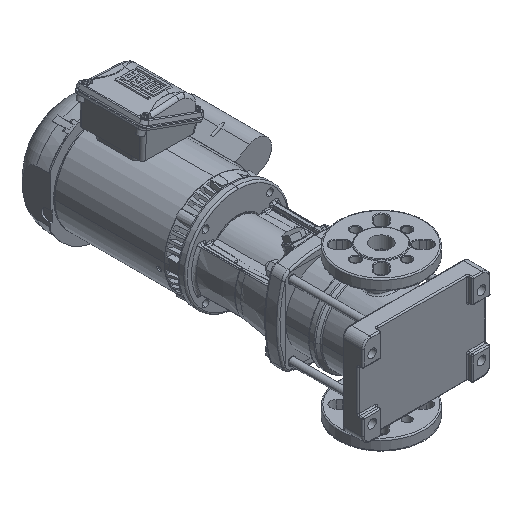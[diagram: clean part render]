
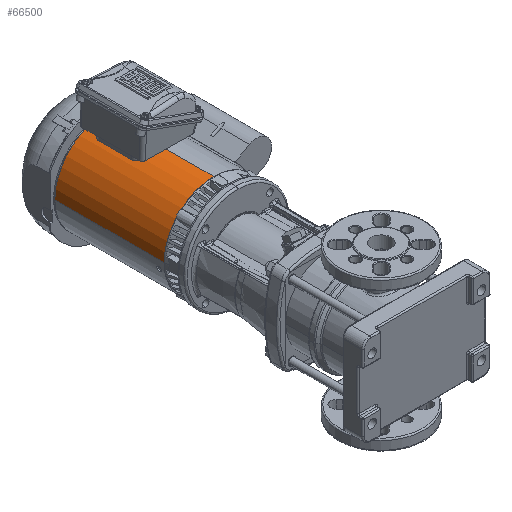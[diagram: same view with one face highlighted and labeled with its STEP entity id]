
A CAD part, isometric view. The second image highlights one B-rep face of the part: STEP entity #66500.
In plain terms, the highlighted cylindrical face has radius 81.875 mm (diameter 163.75 mm), a partial arc.
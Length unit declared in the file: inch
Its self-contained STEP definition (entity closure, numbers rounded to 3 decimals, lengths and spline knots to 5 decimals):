
#2696 = VECTOR ( 'NONE', #97236, 39.37008 ) ;
#8624 = CARTESIAN_POINT ( 'NONE',  ( 0., 0., 3.22343 ) ) ;
#9845 = EDGE_CURVE ( 'NONE', #49821, #42137, #96697, .T. ) ;
#10877 = CARTESIAN_POINT ( 'NONE',  ( 0., 0., 0. ) ) ;
#13685 = CARTESIAN_POINT ( 'NONE',  ( -7.08661, 0., 3.22343 ) ) ;
#21884 = CYLINDRICAL_SURFACE ( 'NONE', #73384, 3.22343 ) ;
#22104 = CARTESIAN_POINT ( 'NONE',  ( 21.20633, 0., 3.22343 ) ) ;
#22855 = ORIENTED_EDGE ( 'NONE', *, *, #34083, .F. ) ;
#23419 = CARTESIAN_POINT ( 'NONE',  ( -7.08661, 0., 0. ) ) ;
#23543 = ORIENTED_EDGE ( 'NONE', *, *, #9845, .T. ) ;
#23956 = DIRECTION ( 'NONE',  ( 0., 0., 1. ) ) ;
#25726 = EDGE_CURVE ( 'NONE', #42137, #90072, #98082, .T. ) ;
#26795 = CARTESIAN_POINT ( 'NONE',  ( -7.08661, -3.22343, 0.00056 ) ) ;
#27742 = DIRECTION ( 'NONE',  ( -1., 0., 0. ) ) ;
#28814 = DIRECTION ( 'NONE',  ( 0., 0., -1. ) ) ;
#30566 = DIRECTION ( 'NONE',  ( -1., 0., 0. ) ) ;
#32956 = CARTESIAN_POINT ( 'NONE',  ( 0., -3.22343, 0.00056 ) ) ;
#34083 = EDGE_CURVE ( 'NONE', #45643, #90072, #36371, .T. ) ;
#35908 = AXIS2_PLACEMENT_3D ( 'NONE', #10877, #27742, #28814 ) ;
#36371 = LINE ( 'NONE', #43480, #51661 ) ;
#42137 = VERTEX_POINT ( 'NONE', #13685 ) ;
#43480 = CARTESIAN_POINT ( 'NONE',  ( 21.20633, -3.22343, 0.00056 ) ) ;
#45643 = VERTEX_POINT ( 'NONE', #32956 ) ;
#48718 = EDGE_CURVE ( 'NONE', #45643, #49821, #103734, .T. ) ;
#49821 = VERTEX_POINT ( 'NONE', #8624 ) ;
#51138 = AXIS2_PLACEMENT_3D ( 'NONE', #23419, #99079, #23956 ) ;
#51661 = VECTOR ( 'NONE', #93030, 39.37008 ) ;
#54039 = CARTESIAN_POINT ( 'NONE',  ( 21.20633, 0., 0. ) ) ;
#57818 = ORIENTED_EDGE ( 'NONE', *, *, #25726, .T. ) ;
#63816 = DIRECTION ( 'NONE',  ( 0., 0., 1. ) ) ;
#66500 = ADVANCED_FACE ( 'NONE', ( #98094 ), #21884, .T. ) ;
#69281 = EDGE_LOOP ( 'NONE', ( #88760, #23543, #57818, #22855 ) ) ;
#73384 = AXIS2_PLACEMENT_3D ( 'NONE', #54039, #30566, #63816 ) ;
#88760 = ORIENTED_EDGE ( 'NONE', *, *, #48718, .T. ) ;
#90072 = VERTEX_POINT ( 'NONE', #26795 ) ;
#93030 = DIRECTION ( 'NONE',  ( -1., 0., 0. ) ) ;
#96697 = LINE ( 'NONE', #22104, #2696 ) ;
#97236 = DIRECTION ( 'NONE',  ( -1., 0., 0. ) ) ;
#98082 = CIRCLE ( 'NONE', #51138, 3.22343 ) ;
#98094 = FACE_OUTER_BOUND ( 'NONE', #69281, .T. ) ;
#99079 = DIRECTION ( 'NONE',  ( 1., 0., 0. ) ) ;
#103734 = CIRCLE ( 'NONE', #35908, 3.22343 ) ;
